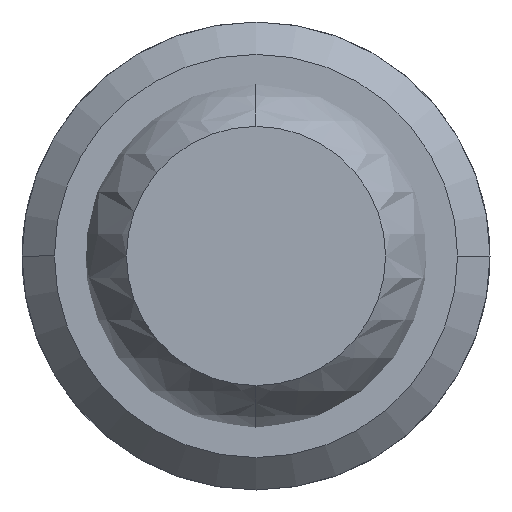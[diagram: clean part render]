
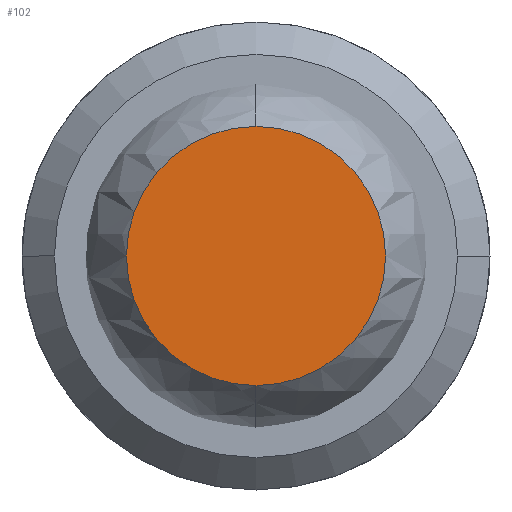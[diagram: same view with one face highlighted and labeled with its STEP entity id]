
A CAD part, left-side view. The second image highlights one B-rep face of the part: STEP entity #102.
In plain terms, the highlighted planar face has unit normal (-1, 0, 0).
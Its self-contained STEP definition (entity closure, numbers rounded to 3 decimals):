
#102=ADVANCED_FACE('',(#196),#197,.T.);
#196=FACE_OUTER_BOUND('',#285,.T.);
#197=PLANE('',#286);
#285=EDGE_LOOP('',(#497,#498));
#286=AXIS2_PLACEMENT_3D('',#499,#500,#501);
#497=ORIENTED_EDGE('',*,*,#598,.F.);
#498=ORIENTED_EDGE('',*,*,#601,.F.);
#499=CARTESIAN_POINT('',(-1.95,0.0,0.));
#500=DIRECTION('',(-1.0,0.0,0.));
#501=DIRECTION('',(0.,0.0,1.0));
#598=EDGE_CURVE('',#724,#726,#727,.T.);
#601=EDGE_CURVE('',#726,#724,#730,.T.);
#724=VERTEX_POINT('',#875);
#726=VERTEX_POINT('',#877);
#727=CIRCLE('',#878,3.6);
#730=CIRCLE('',#881,3.6);
#875=CARTESIAN_POINT('',(-1.95,0.,-3.6));
#877=CARTESIAN_POINT('',(-1.95,0.,3.6));
#878=AXIS2_PLACEMENT_3D('',#1015,#1016,#1017);
#881=AXIS2_PLACEMENT_3D('',#1021,#1022,#1023);
#1015=CARTESIAN_POINT('',(-1.95,0.0,0.));
#1016=DIRECTION('',(1.0,0.0,0.));
#1017=DIRECTION('',(0.,0.0,1.0));
#1021=CARTESIAN_POINT('',(-1.95,0.0,0.));
#1022=DIRECTION('',(1.0,0.0,0.));
#1023=DIRECTION('',(0.,0.0,1.0));
